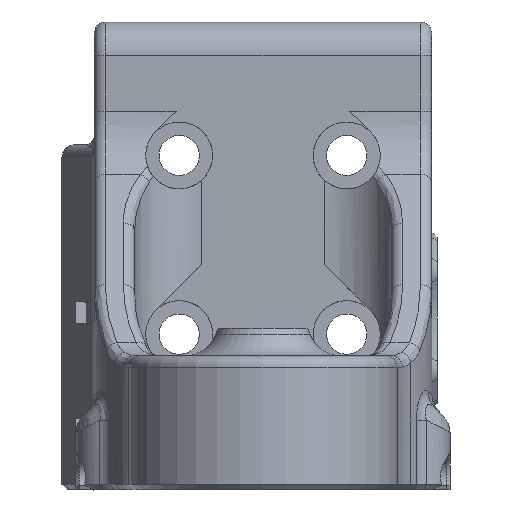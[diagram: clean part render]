
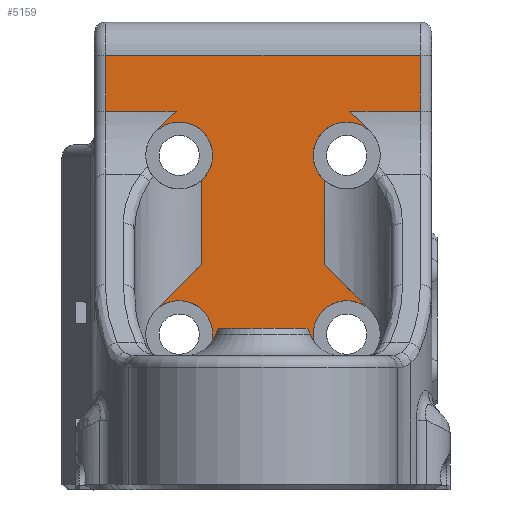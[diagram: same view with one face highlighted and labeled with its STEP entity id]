
A CAD part, front view. The second image highlights one B-rep face of the part: STEP entity #5159.
In plain terms, the highlighted planar face has unit normal (0, -1, 0).
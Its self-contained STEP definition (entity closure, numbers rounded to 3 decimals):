
#139=PLANE('',#5572);
#605=FACE_OUTER_BOUND('',#933,.T.);
#933=EDGE_LOOP('',(#4065,#4066,#4067,#4068,#4069,#4070,#4071,#4072,#4073,
#4074,#4075,#4076,#4077,#4078,#4079,#4080,#4081,#4082));
#1306=LINE('',#9346,#1657);
#1309=LINE('',#9562,#1660);
#1315=LINE('',#9794,#1666);
#1318=LINE('',#10703,#1669);
#1319=LINE('',#10707,#1670);
#1320=LINE('',#10709,#1671);
#1321=LINE('',#10711,#1672);
#1322=LINE('',#10713,#1673);
#1323=LINE('',#10715,#1674);
#1324=LINE('',#10717,#1675);
#1325=LINE('',#10719,#1676);
#1326=LINE('',#10723,#1677);
#1657=VECTOR('',#6383,10.);
#1660=VECTOR('',#6402,10.);
#1666=VECTOR('',#6444,10.);
#1669=VECTOR('',#6489,10.);
#1670=VECTOR('',#6492,10.);
#1671=VECTOR('',#6493,10.);
#1672=VECTOR('',#6494,10.);
#1673=VECTOR('',#6495,10.);
#1674=VECTOR('',#6496,10.);
#1675=VECTOR('',#6497,10.);
#1676=VECTOR('',#6498,10.);
#1677=VECTOR('',#6503,10.);
#1924=CIRCLE('',#5521,3.);
#1928=CIRCLE('',#5529,3.);
#1930=CIRCLE('',#5531,3.);
#1959=CIRCLE('',#5573,3.);
#1960=CIRCLE('',#5574,3.);
#1961=CIRCLE('',#5575,3.);
#2334=VERTEX_POINT('',#9106);
#2335=VERTEX_POINT('',#9108);
#2342=VERTEX_POINT('',#9332);
#2343=VERTEX_POINT('',#9345);
#2345=VERTEX_POINT('',#9351);
#2346=VERTEX_POINT('',#9353);
#2350=VERTEX_POINT('',#9555);
#2351=VERTEX_POINT('',#9559);
#2352=VERTEX_POINT('',#9561);
#2381=VERTEX_POINT('',#10704);
#2382=VERTEX_POINT('',#10706);
#2383=VERTEX_POINT('',#10708);
#2384=VERTEX_POINT('',#10710);
#2385=VERTEX_POINT('',#10712);
#2386=VERTEX_POINT('',#10714);
#2387=VERTEX_POINT('',#10716);
#2388=VERTEX_POINT('',#10718);
#2389=VERTEX_POINT('',#10720);
#2923=EDGE_CURVE('',#2335,#2334,#1924,.T.);
#2932=EDGE_CURVE('',#2342,#2343,#1306,.T.);
#2936=EDGE_CURVE('',#2346,#2345,#1928,.T.);
#2941=EDGE_CURVE('',#2345,#2350,#1930,.T.);
#2943=EDGE_CURVE('',#2351,#2352,#1309,.T.);
#2971=EDGE_CURVE('',#2335,#2350,#1315,.T.);
#2991=EDGE_CURVE('',#2343,#2334,#1318,.T.);
#2992=EDGE_CURVE('',#2342,#2381,#1959,.T.);
#2993=EDGE_CURVE('',#2382,#2381,#1319,.T.);
#2994=EDGE_CURVE('',#2383,#2382,#1320,.T.);
#2995=EDGE_CURVE('',#2384,#2383,#1321,.T.);
#2996=EDGE_CURVE('',#2385,#2384,#1322,.T.);
#2997=EDGE_CURVE('',#2386,#2385,#1323,.T.);
#2998=EDGE_CURVE('',#2387,#2386,#1324,.T.);
#2999=EDGE_CURVE('',#2388,#2387,#1325,.T.);
#3000=EDGE_CURVE('',#2388,#2389,#1960,.T.);
#3001=EDGE_CURVE('',#2389,#2352,#1961,.T.);
#3002=EDGE_CURVE('',#2346,#2351,#1326,.T.);
#4065=ORIENTED_EDGE('',*,*,#2971,.F.);
#4066=ORIENTED_EDGE('',*,*,#2923,.T.);
#4067=ORIENTED_EDGE('',*,*,#2991,.F.);
#4068=ORIENTED_EDGE('',*,*,#2932,.F.);
#4069=ORIENTED_EDGE('',*,*,#2992,.T.);
#4070=ORIENTED_EDGE('',*,*,#2993,.F.);
#4071=ORIENTED_EDGE('',*,*,#2994,.F.);
#4072=ORIENTED_EDGE('',*,*,#2995,.F.);
#4073=ORIENTED_EDGE('',*,*,#2996,.F.);
#4074=ORIENTED_EDGE('',*,*,#2997,.F.);
#4075=ORIENTED_EDGE('',*,*,#2998,.F.);
#4076=ORIENTED_EDGE('',*,*,#2999,.F.);
#4077=ORIENTED_EDGE('',*,*,#3000,.T.);
#4078=ORIENTED_EDGE('',*,*,#3001,.T.);
#4079=ORIENTED_EDGE('',*,*,#2943,.F.);
#4080=ORIENTED_EDGE('',*,*,#3002,.F.);
#4081=ORIENTED_EDGE('',*,*,#2936,.T.);
#4082=ORIENTED_EDGE('',*,*,#2941,.T.);
#5159=ADVANCED_FACE('',(#605),#139,.F.);
#5521=AXIS2_PLACEMENT_3D('',#9109,#6372,#6373);
#5529=AXIS2_PLACEMENT_3D('',#9354,#6391,#6392);
#5531=AXIS2_PLACEMENT_3D('',#9557,#6396,#6397);
#5572=AXIS2_PLACEMENT_3D('',#10702,#6487,#6488);
#5573=AXIS2_PLACEMENT_3D('',#10705,#6490,#6491);
#5574=AXIS2_PLACEMENT_3D('',#10721,#6499,#6500);
#5575=AXIS2_PLACEMENT_3D('',#10722,#6501,#6502);
#6372=DIRECTION('center_axis',(0.,1.,0.));
#6373=DIRECTION('ref_axis',(-1.,0.,0.));
#6383=DIRECTION('',(0.,0.,-1.));
#6391=DIRECTION('center_axis',(0.,1.,0.));
#6392=DIRECTION('ref_axis',(-1.,0.,0.));
#6396=DIRECTION('center_axis',(0.,1.,0.));
#6397=DIRECTION('ref_axis',(-1.,0.,0.));
#6402=DIRECTION('',(0.,0.,1.));
#6444=DIRECTION('',(-1.,0.,0.));
#6487=DIRECTION('center_axis',(0.,1.,0.));
#6488=DIRECTION('ref_axis',(0.,0.,
1.));
#6489=DIRECTION('',(0.707,0.,-0.707));
#6490=DIRECTION('center_axis',(0.,1.,0.));
#6491=DIRECTION('ref_axis',(-1.,0.,0.));
#6492=DIRECTION('',(0.707,0.,-0.707));
#6493=DIRECTION('',(-1.,0.,0.));
#6494=DIRECTION('',(0.,0.,-1.));
#6495=DIRECTION('',(1.,0.,0.));
#6496=DIRECTION('',(0.,0.,1.));
#6497=DIRECTION('',(-1.,0.,0.));
#6498=DIRECTION('',(0.707,0.,0.707));
#6499=DIRECTION('center_axis',(0.,1.,0.));
#6500=DIRECTION('ref_axis',(-1.,0.,0.));
#6501=DIRECTION('center_axis',(0.,1.,0.));
#6502=DIRECTION('ref_axis',(-1.,0.,0.));
#6503=DIRECTION('',(0.707,0.,0.707));
#9106=CARTESIAN_POINT('',(-185.283,361.602,-231.979));
#9108=CARTESIAN_POINT('',(-189.684,361.602,-236.05));
#9109=CARTESIAN_POINT('Origin',(-187.404,361.602,-234.1));
#9332=CARTESIAN_POINT('',(-189.4,361.602,-220.339));
#9345=CARTESIAN_POINT('',(-189.4,361.602,-227.861));
#9346=CARTESIAN_POINT('',(-189.4,361.602,-211.8));
#9351=CARTESIAN_POINT('',(-199.404,361.602,-234.1));
#9353=CARTESIAN_POINT('',(-204.525,361.602,-231.979));
#9354=CARTESIAN_POINT('Origin',(-202.404,361.602,-234.1));
#9555=CARTESIAN_POINT('',(-200.124,361.602,-236.05));
#9557=CARTESIAN_POINT('Origin',(-202.404,361.602,-234.1));
#9559=CARTESIAN_POINT('',(-200.4,361.602,-227.854));
#9561=CARTESIAN_POINT('',(-200.4,361.602,-220.333));
#9562=CARTESIAN_POINT('',(-200.4,361.602,-211.8));
#9794=CARTESIAN_POINT('',(-203.902,361.602,-236.05));
#10702=CARTESIAN_POINT('Origin',(-212.904,361.602,-217.45));
#10703=CARTESIAN_POINT('',(-190.063,361.602,-227.198));
#10704=CARTESIAN_POINT('',(-185.283,361.602,-215.979));
#10705=CARTESIAN_POINT('Origin',(-187.404,361.602,-218.1));
#10706=CARTESIAN_POINT('',(-187.125,361.602,-214.136));
#10707=CARTESIAN_POINT('',(-186.063,361.602,-215.198));
#10708=CARTESIAN_POINT('',(-180.8,361.602,-214.136));
#10709=CARTESIAN_POINT('',(-212.904,361.602,-214.136));
#10710=CARTESIAN_POINT('',(-180.8,361.602,-209.15));
#10711=CARTESIAN_POINT('',(-180.8,361.602,-231.75));
#10712=CARTESIAN_POINT('',(-209.,361.602,-209.15));
#10713=CARTESIAN_POINT('',(-204.628,361.602,-209.15));
#10714=CARTESIAN_POINT('',(-209.,361.602,-214.136));
#10715=CARTESIAN_POINT('',(-209.,361.602,-231.75));
#10716=CARTESIAN_POINT('',(-202.683,361.602,-214.136));
#10717=CARTESIAN_POINT('',(-212.904,361.602,-214.136));
#10718=CARTESIAN_POINT('',(-204.525,361.602,-215.979));
#10719=CARTESIAN_POINT('',(-201.184,361.602,-212.638));
#10720=CARTESIAN_POINT('',(-199.404,361.602,-218.1));
#10721=CARTESIAN_POINT('Origin',(-202.404,361.602,-218.1));
#10722=CARTESIAN_POINT('Origin',(-202.404,361.602,-218.1));
#10723=CARTESIAN_POINT('',(-197.184,361.602,-224.638));
